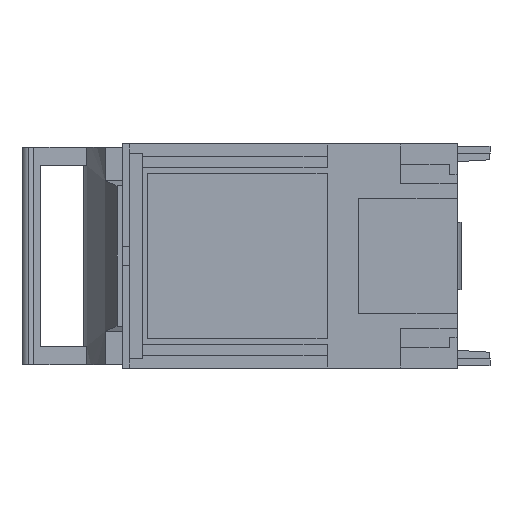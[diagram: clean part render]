
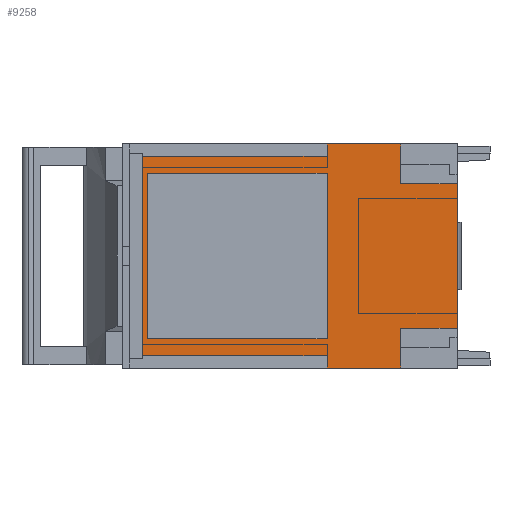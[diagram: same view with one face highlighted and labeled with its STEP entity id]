
A CAD part, left-side view. The second image highlights one B-rep face of the part: STEP entity #9258.
In plain terms, the highlighted planar face has unit normal (-1, 0, 0).
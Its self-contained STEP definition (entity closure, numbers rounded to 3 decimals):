
#3 = ORIENTED_EDGE ( 'NONE', *, *, #16910, .F. ) ;
#85 = EDGE_CURVE ( 'NONE', #24719, #15571, #1458, .T. ) ;
#137 = ORIENTED_EDGE ( 'NONE', *, *, #18902, .F. ) ;
#398 = CARTESIAN_POINT ( 'NONE',  ( 0., 57.5, -49.5 ) ) ;
#514 = LINE ( 'NONE', #12534, #4083 ) ;
#656 = CARTESIAN_POINT ( 'NONE',  ( 0., 0., 49.5 ) ) ;
#840 = ORIENTED_EDGE ( 'NONE', *, *, #12567, .F. ) ;
#1095 = VECTOR ( 'NONE', #14300, 1000. ) ;
#1326 = LINE ( 'NONE', #22140, #16001 ) ;
#1458 = LINE ( 'NONE', #12538, #20934 ) ;
#1576 = ORIENTED_EDGE ( 'NONE', *, *, #8968, .F. ) ;
#2327 = ORIENTED_EDGE ( 'NONE', *, *, #11389, .F. ) ;
#2565 = CARTESIAN_POINT ( 'NONE',  ( 0., 0., -32. ) ) ;
#2789 = VECTOR ( 'NONE', #5961, 1000. ) ;
#2791 = ORIENTED_EDGE ( 'NONE', *, *, #19588, .F. ) ;
#2863 = CARTESIAN_POINT ( 'NONE',  ( 0., 25., 32. ) ) ;
#2881 = VECTOR ( 'NONE', #9095, 1000. ) ;
#3323 = ORIENTED_EDGE ( 'NONE', *, *, #7759, .F. ) ;
#3607 = CARTESIAN_POINT ( 'NONE',  ( 0., 57.5, -36.5 ) ) ;
#3699 = CARTESIAN_POINT ( 'NONE',  ( 0., 57.5, 44. ) ) ;
#3757 = CARTESIAN_POINT ( 'NONE',  ( 0., 137., -36.5 ) ) ;
#4083 = VECTOR ( 'NONE', #5069, 1000. ) ;
#4307 = LINE ( 'NONE', #2565, #16634 ) ;
#4309 = ORIENTED_EDGE ( 'NONE', *, *, #15667, .F. ) ;
#4672 = LINE ( 'NONE', #21327, #21169 ) ;
#5069 = DIRECTION ( 'NONE',  ( 0., 1., 0. ) ) ;
#5421 = VECTOR ( 'NONE', #12999, 1000. ) ;
#5444 = VECTOR ( 'NONE', #12556, 1000. ) ;
#5463 = CARTESIAN_POINT ( 'NONE',  ( 0., 0., 49.5 ) ) ;
#5695 = VERTEX_POINT ( 'NONE', #7185 ) ;
#5735 = ORIENTED_EDGE ( 'NONE', *, *, #7098, .F. ) ;
#5875 = EDGE_CURVE ( 'NONE', #20161, #18607, #7740, .T. ) ;
#5961 = DIRECTION ( 'NONE',  ( 0., -1., 0. ) ) ;
#6367 = LINE ( 'NONE', #7918, #2789 ) ;
#6446 = CARTESIAN_POINT ( 'NONE',  ( 0., 0., -32. ) ) ;
#6587 = DIRECTION ( 'NONE',  ( 0., 1., 0. ) ) ;
#6777 = VECTOR ( 'NONE', #21170, 1000. ) ;
#7012 = EDGE_LOOP ( 'NONE', ( #137, #8507, #5735, #23798 ) ) ;
#7098 = EDGE_CURVE ( 'NONE', #18607, #9455, #10677, .T. ) ;
#7104 = EDGE_CURVE ( 'NONE', #9919, #24719, #4672, .T. ) ;
#7185 = CARTESIAN_POINT ( 'NONE',  ( 0., 0., 32. ) ) ;
#7237 = VERTEX_POINT ( 'NONE', #19567 ) ;
#7378 = EDGE_LOOP ( 'NONE', ( #23828, #15305, #1576, #3323, #3, #840, #22917, #2791, #2327, #4309, #22385, #15348 ) ) ;
#7396 = DIRECTION ( 'NONE',  ( 0., 0., -1. ) ) ;
#7445 = CARTESIAN_POINT ( 'NONE',  ( 0., 25., -49.5 ) ) ;
#7739 = CARTESIAN_POINT ( 'NONE',  ( 0., 57.5, 36.5 ) ) ;
#7740 = LINE ( 'NONE', #17403, #15525 ) ;
#7759 = EDGE_CURVE ( 'NONE', #19227, #23208, #17552, .T. ) ;
#7810 = CARTESIAN_POINT ( 'NONE',  ( 0., 57.5, 49.5 ) ) ;
#7918 = CARTESIAN_POINT ( 'NONE',  ( 0., 0., -49.5 ) ) ;
#8507 = ORIENTED_EDGE ( 'NONE', *, *, #21459, .F. ) ;
#8968 = EDGE_CURVE ( 'NONE', #23208, #9919, #18076, .T. ) ;
#9095 = DIRECTION ( 'NONE',  ( 0., -1., 0. ) ) ;
#9241 = CARTESIAN_POINT ( 'NONE',  ( 0., 57.5, -36.5 ) ) ;
#9258 = ADVANCED_FACE ( 'NONE', ( #16892, #16267 ), #22360, .F. ) ;
#9455 = VERTEX_POINT ( 'NONE', #3757 ) ;
#9711 = DIRECTION ( 'NONE',  ( 0., 0., 1. ) ) ;
#9919 = VERTEX_POINT ( 'NONE', #16845 ) ;
#10677 = LINE ( 'NONE', #17576, #6777 ) ;
#11389 = EDGE_CURVE ( 'NONE', #24160, #12786, #4307, .T. ) ;
#12127 = VECTOR ( 'NONE', #21055, 1000. ) ;
#12179 = CARTESIAN_POINT ( 'NONE',  ( 0., 25., 49.5 ) ) ;
#12204 = VERTEX_POINT ( 'NONE', #14995 ) ;
#12251 = VECTOR ( 'NONE', #19823, 1000. ) ;
#12534 = CARTESIAN_POINT ( 'NONE',  ( 0., 57.5, -44. ) ) ;
#12538 = CARTESIAN_POINT ( 'NONE',  ( 0., 0., 49.5 ) ) ;
#12556 = DIRECTION ( 'NONE',  ( 0., -1., 0. ) ) ;
#12567 = EDGE_CURVE ( 'NONE', #20603, #16332, #1326, .T. ) ;
#12786 = VERTEX_POINT ( 'NONE', #24469 ) ;
#12999 = DIRECTION ( 'NONE',  ( 0., 0., 1. ) ) ;
#13090 = LINE ( 'NONE', #3607, #2881 ) ;
#14206 = VECTOR ( 'NONE', #19050, 1000. ) ;
#14300 = DIRECTION ( 'NONE',  ( 0., 0., -1. ) ) ;
#14412 = AXIS2_PLACEMENT_3D ( 'NONE', #5463, #18853, #7396 ) ;
#14488 = DIRECTION ( 'NONE',  ( 0., -1., 0. ) ) ;
#14575 = DIRECTION ( 'NONE',  ( 0., 0., 1. ) ) ;
#14995 = CARTESIAN_POINT ( 'NONE',  ( 0., 25., -49.5 ) ) ;
#15179 = LINE ( 'NONE', #12179, #1095 ) ;
#15305 = ORIENTED_EDGE ( 'NONE', *, *, #7104, .F. ) ;
#15348 = ORIENTED_EDGE ( 'NONE', *, *, #17198, .F. ) ;
#15525 = VECTOR ( 'NONE', #24723, 1000. ) ;
#15571 = VERTEX_POINT ( 'NONE', #17345 ) ;
#15667 = EDGE_CURVE ( 'NONE', #5695, #24160, #17373, .T. ) ;
#16001 = VECTOR ( 'NONE', #14575, 1000. ) ;
#16267 = FACE_OUTER_BOUND ( 'NONE', #7378, .T. ) ;
#16271 = CARTESIAN_POINT ( 'NONE',  ( 0., 57.5, -44. ) ) ;
#16332 = VERTEX_POINT ( 'NONE', #16271 ) ;
#16634 = VECTOR ( 'NONE', #6587, 1000. ) ;
#16845 = CARTESIAN_POINT ( 'NONE',  ( 0., 57.5, 44. ) ) ;
#16892 = FACE_BOUND ( 'NONE', #7012, .T. ) ;
#16910 = EDGE_CURVE ( 'NONE', #16332, #19227, #514, .T. ) ;
#17083 = VECTOR ( 'NONE', #20912, 1000. ) ;
#17198 = EDGE_CURVE ( 'NONE', #15571, #18580, #15179, .T. ) ;
#17345 = CARTESIAN_POINT ( 'NONE',  ( 0., 25., 49.5 ) ) ;
#17373 = LINE ( 'NONE', #656, #12251 ) ;
#17403 = CARTESIAN_POINT ( 'NONE',  ( 0., 57.5, 36.5 ) ) ;
#17552 = LINE ( 'NONE', #24799, #12127 ) ;
#17576 = CARTESIAN_POINT ( 'NONE',  ( 0., 137., -36.5 ) ) ;
#18076 = LINE ( 'NONE', #3699, #14206 ) ;
#18580 = VERTEX_POINT ( 'NONE', #2863 ) ;
#18607 = VERTEX_POINT ( 'NONE', #23863 ) ;
#18853 = DIRECTION ( 'NONE',  ( 1., 0., 0. ) ) ;
#18866 = LINE ( 'NONE', #7445, #17083 ) ;
#18902 = EDGE_CURVE ( 'NONE', #7237, #20161, #20702, .T. ) ;
#19050 = DIRECTION ( 'NONE',  ( 0., -1., 0. ) ) ;
#19227 = VERTEX_POINT ( 'NONE', #23400 ) ;
#19567 = CARTESIAN_POINT ( 'NONE',  ( 0., 57.5, -36.5 ) ) ;
#19588 = EDGE_CURVE ( 'NONE', #12786, #12204, #18866, .T. ) ;
#19823 = DIRECTION ( 'NONE',  ( 0., 0., -1. ) ) ;
#20088 = CARTESIAN_POINT ( 'NONE',  ( 0., 0., 32. ) ) ;
#20161 = VERTEX_POINT ( 'NONE', #7739 ) ;
#20603 = VERTEX_POINT ( 'NONE', #398 ) ;
#20702 = LINE ( 'NONE', #9241, #5421 ) ;
#20724 = LINE ( 'NONE', #20088, #5444 ) ;
#20912 = DIRECTION ( 'NONE',  ( 0., 0., -1. ) ) ;
#20934 = VECTOR ( 'NONE', #14488, 1000. ) ;
#21055 = DIRECTION ( 'NONE',  ( 0., 0., 1. ) ) ;
#21169 = VECTOR ( 'NONE', #9711, 1000. ) ;
#21170 = DIRECTION ( 'NONE',  ( 0., 0., -1. ) ) ;
#21327 = CARTESIAN_POINT ( 'NONE',  ( 0., 57.5, 49.5 ) ) ;
#21459 = EDGE_CURVE ( 'NONE', #9455, #7237, #13090, .T. ) ;
#22140 = CARTESIAN_POINT ( 'NONE',  ( 0., 57.5, -49.5 ) ) ;
#22360 = PLANE ( 'NONE',  #14412 ) ;
#22385 = ORIENTED_EDGE ( 'NONE', *, *, #24159, .F. ) ;
#22917 = ORIENTED_EDGE ( 'NONE', *, *, #23328, .T. ) ;
#23208 = VERTEX_POINT ( 'NONE', #23972 ) ;
#23328 = EDGE_CURVE ( 'NONE', #20603, #12204, #6367, .T. ) ;
#23400 = CARTESIAN_POINT ( 'NONE',  ( 0., 139., -44. ) ) ;
#23798 = ORIENTED_EDGE ( 'NONE', *, *, #5875, .F. ) ;
#23828 = ORIENTED_EDGE ( 'NONE', *, *, #85, .F. ) ;
#23863 = CARTESIAN_POINT ( 'NONE',  ( 0., 137., 36.5 ) ) ;
#23972 = CARTESIAN_POINT ( 'NONE',  ( 0., 139., 44. ) ) ;
#24159 = EDGE_CURVE ( 'NONE', #18580, #5695, #20724, .T. ) ;
#24160 = VERTEX_POINT ( 'NONE', #6446 ) ;
#24469 = CARTESIAN_POINT ( 'NONE',  ( 0., 25., -32. ) ) ;
#24719 = VERTEX_POINT ( 'NONE', #7810 ) ;
#24723 = DIRECTION ( 'NONE',  ( 0., 1., 0. ) ) ;
#24799 = CARTESIAN_POINT ( 'NONE',  ( 0., 139., -44. ) ) ;
